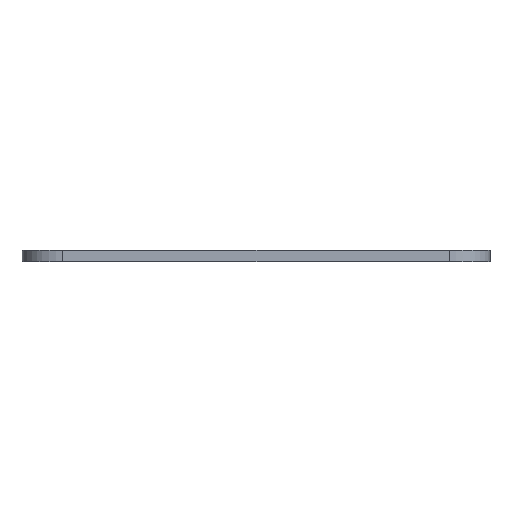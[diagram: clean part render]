
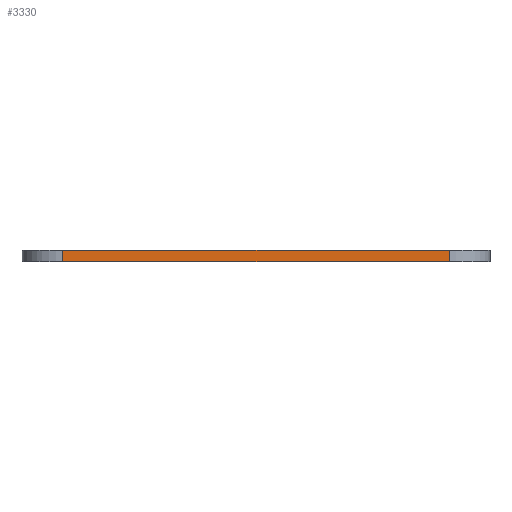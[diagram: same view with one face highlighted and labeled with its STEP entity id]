
A CAD part, left-side view. The second image highlights one B-rep face of the part: STEP entity #3330.
In plain terms, the highlighted planar face has unit normal (-1, 0, 0).
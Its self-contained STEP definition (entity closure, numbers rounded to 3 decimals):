
#243=CARTESIAN_POINT('',(-20.,16.5,0.5));
#244=VERTEX_POINT('',#243);
#252=CARTESIAN_POINT('',(-20.,-16.5,0.5));
#253=VERTEX_POINT('',#252);
#254=CARTESIAN_POINT('',(-20.,-16.5,0.5));
#255=DIRECTION('',(0.0,1.0,0.0));
#256=VECTOR('',#255,33.0);
#257=LINE('',#254,#256);
#258=EDGE_CURVE('',#253,#244,#257,.T.);
#1204=CARTESIAN_POINT('',(-20.,-16.5,-0.5));
#1205=VERTEX_POINT('',#1204);
#1213=CARTESIAN_POINT('',(-20.,16.5,-0.5));
#1214=VERTEX_POINT('',#1213);
#1215=CARTESIAN_POINT('',(-20.,16.5,-0.5));
#1216=DIRECTION('',(0.0,-1.0,0.0));
#1217=VECTOR('',#1216,33.0);
#1218=LINE('',#1215,#1217);
#1219=EDGE_CURVE('',#1214,#1205,#1218,.T.);
#1769=CARTESIAN_POINT('',(-20.,16.5,-0.5));
#1770=DIRECTION('',(0.0,0.0,1.0));
#1771=VECTOR('',#1770,1.0);
#1772=LINE('',#1769,#1771);
#1773=EDGE_CURVE('',#1214,#244,#1772,.T.);
#1808=CARTESIAN_POINT('',(-20.,-16.5,0.5));
#1809=DIRECTION('',(0.0,0.0,-1.0));
#1810=VECTOR('',#1809,1.0);
#1811=LINE('',#1808,#1810);
#1812=EDGE_CURVE('',#253,#1205,#1811,.T.);
#3319=CARTESIAN_POINT('',(-20.,-20.0,0.0));
#3320=DIRECTION('',(-1.0,0.0,0.0));
#3321=DIRECTION('',(0.0,0.0,1.0));
#3322=AXIS2_PLACEMENT_3D('',#3319,#3320,#3321);
#3323=PLANE('',#3322);
#3324=ORIENTED_EDGE('',*,*,#1773,.F.);
#3325=ORIENTED_EDGE('',*,*,#1219,.T.);
#3326=ORIENTED_EDGE('',*,*,#1812,.F.);
#3327=ORIENTED_EDGE('',*,*,#258,.T.);
#3328=EDGE_LOOP('',(#3324,#3325,#3326,#3327));
#3329=FACE_OUTER_BOUND('',#3328,.T.);
#3330=ADVANCED_FACE('',(#3329),#3323,.T.);
